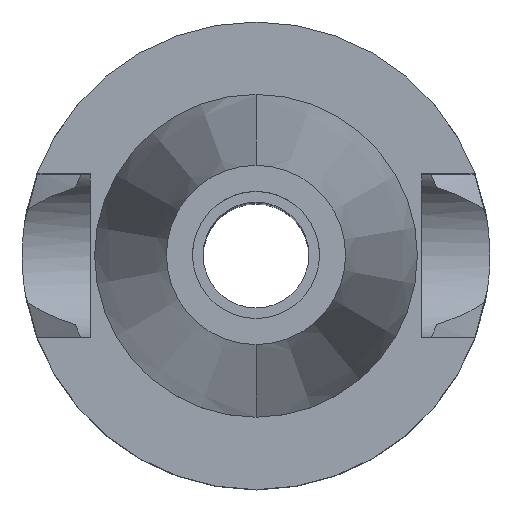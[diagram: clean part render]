
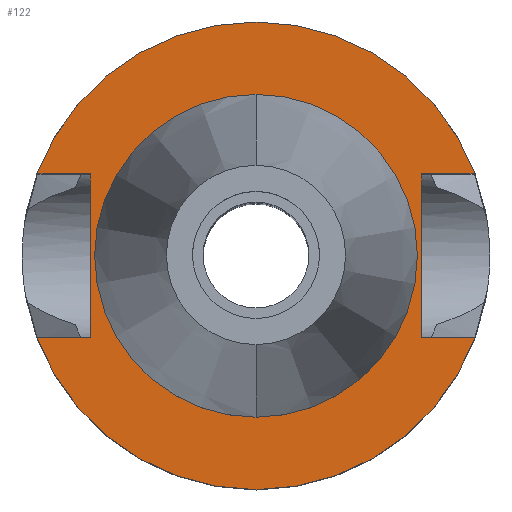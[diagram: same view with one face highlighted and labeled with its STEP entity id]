
A CAD part, top view. The second image highlights one B-rep face of the part: STEP entity #122.
In plain terms, the highlighted planar face has unit normal (0, 0, 1).
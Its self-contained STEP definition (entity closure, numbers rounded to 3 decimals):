
#114 = VERTEX_POINT ( 'NONE', #137 ) ;
#122 = ADVANCED_FACE ( 'NONE', ( #1067, #896 ), #1566, .F. ) ;
#137 = CARTESIAN_POINT ( 'NONE',  ( -16.3, 8.05, -1. ) ) ;
#139 = DIRECTION ( 'NONE',  ( 0., -1., 0. ) ) ;
#148 = LINE ( 'NONE', #953, #1848 ) ;
#151 = VERTEX_POINT ( 'NONE', #1746 ) ;
#171 = CARTESIAN_POINT ( 'NONE',  ( 16.3, -8.05, -1. ) ) ;
#225 = VECTOR ( 'NONE', #139, 1000. ) ;
#236 = CIRCLE ( 'NONE', #1414, 23. ) ;
#281 = EDGE_CURVE ( 'NONE', #327, #588, #311, .T. ) ;
#295 = ORIENTED_EDGE ( 'NONE', *, *, #2496, .F. ) ;
#311 = CIRCLE ( 'NONE', #733, 15.875 ) ;
#325 = VERTEX_POINT ( 'NONE', #1580 ) ;
#327 = VERTEX_POINT ( 'NONE', #966 ) ;
#357 = VERTEX_POINT ( 'NONE', #1372 ) ;
#378 = CARTESIAN_POINT ( 'NONE',  ( -21.545, 8.05, -1. ) ) ;
#395 = ORIENTED_EDGE ( 'NONE', *, *, #1125, .T. ) ;
#439 = DIRECTION ( 'NONE',  ( 1., 0., 0. ) ) ;
#468 = ORIENTED_EDGE ( 'NONE', *, *, #631, .F. ) ;
#469 = LINE ( 'NONE', #1768, #2619 ) ;
#489 = DIRECTION ( 'NONE',  ( 0., 0., -1. ) ) ;
#504 = EDGE_LOOP ( 'NONE', ( #917, #2128, #468, #2446, #395, #2069, #1894, #1875 ) ) ;
#549 = VECTOR ( 'NONE', #771, 1000. ) ;
#588 = VERTEX_POINT ( 'NONE', #2815 ) ;
#631 = EDGE_CURVE ( 'NONE', #357, #151, #1776, .T. ) ;
#643 = EDGE_LOOP ( 'NONE', ( #295, #1380 ) ) ;
#649 = VERTEX_POINT ( 'NONE', #2415 ) ;
#688 = LINE ( 'NONE', #1575, #1523 ) ;
#733 = AXIS2_PLACEMENT_3D ( 'NONE', #2487, #1592, #1610 ) ;
#738 = VECTOR ( 'NONE', #439, 1000. ) ;
#754 = CARTESIAN_POINT ( 'NONE',  ( 16.3, 8.05, -1. ) ) ;
#771 = DIRECTION ( 'NONE',  ( 1., 0., 0. ) ) ;
#856 = LINE ( 'NONE', #1748, #225 ) ;
#860 = DIRECTION ( 'NONE',  ( 0., 0., 1. ) ) ;
#896 = FACE_BOUND ( 'NONE', #643, .T. ) ;
#917 = ORIENTED_EDGE ( 'NONE', *, *, #1367, .T. ) ;
#920 = CARTESIAN_POINT ( 'NONE',  ( 0., 0., -1. ) ) ;
#931 = EDGE_CURVE ( 'NONE', #151, #1585, #1149, .T. ) ;
#944 = EDGE_CURVE ( 'NONE', #649, #114, #688, .T. ) ;
#953 = CARTESIAN_POINT ( 'NONE',  ( -16.3, 8.05, -1. ) ) ;
#966 = CARTESIAN_POINT ( 'NONE',  ( 0., -15.875, -1. ) ) ;
#995 = LINE ( 'NONE', #754, #549 ) ;
#1067 = FACE_OUTER_BOUND ( 'NONE', #504, .T. ) ;
#1125 = EDGE_CURVE ( 'NONE', #325, #1165, #995, .T. ) ;
#1149 = CIRCLE ( 'NONE', #2802, 23. ) ;
#1165 = VERTEX_POINT ( 'NONE', #1293 ) ;
#1229 = CARTESIAN_POINT ( 'NONE',  ( -21.545, -8.05, -1. ) ) ;
#1293 = CARTESIAN_POINT ( 'NONE',  ( 21.545, 8.05, -1. ) ) ;
#1315 = CIRCLE ( 'NONE', #1932, 15.875 ) ;
#1367 = EDGE_CURVE ( 'NONE', #649, #1585, #469, .T. ) ;
#1372 = CARTESIAN_POINT ( 'NONE',  ( 16.3, -8.05, -1. ) ) ;
#1380 = ORIENTED_EDGE ( 'NONE', *, *, #281, .F. ) ;
#1414 = AXIS2_PLACEMENT_3D ( 'NONE', #1551, #1996, #2893 ) ;
#1523 = VECTOR ( 'NONE', #2485, 1000. ) ;
#1551 = CARTESIAN_POINT ( 'NONE',  ( 0., 0., -1. ) ) ;
#1566 = PLANE ( 'NONE',  #2142 ) ;
#1575 = CARTESIAN_POINT ( 'NONE',  ( -16.3, -8.05, -1. ) ) ;
#1580 = CARTESIAN_POINT ( 'NONE',  ( 16.3, 8.05, -1. ) ) ;
#1585 = VERTEX_POINT ( 'NONE', #1229 ) ;
#1592 = DIRECTION ( 'NONE',  ( 0., 0., 1. ) ) ;
#1610 = DIRECTION ( 'NONE',  ( 0., -1., 0. ) ) ;
#1689 = VERTEX_POINT ( 'NONE', #378 ) ;
#1746 = CARTESIAN_POINT ( 'NONE',  ( 21.545, -8.05, -1. ) ) ;
#1748 = CARTESIAN_POINT ( 'NONE',  ( 16.3, 8.05, -1. ) ) ;
#1768 = CARTESIAN_POINT ( 'NONE',  ( -16.3, -8.05, -1. ) ) ;
#1776 = LINE ( 'NONE', #171, #738 ) ;
#1830 = DIRECTION ( 'NONE',  ( -1., 0., 0. ) ) ;
#1845 = EDGE_CURVE ( 'NONE', #325, #357, #856, .T. ) ;
#1848 = VECTOR ( 'NONE', #1852, 1000. ) ;
#1852 = DIRECTION ( 'NONE',  ( -1., 0., 0. ) ) ;
#1875 = ORIENTED_EDGE ( 'NONE', *, *, #944, .F. ) ;
#1894 = ORIENTED_EDGE ( 'NONE', *, *, #2141, .F. ) ;
#1932 = AXIS2_PLACEMENT_3D ( 'NONE', #1976, #860, #2654 ) ;
#1971 = CARTESIAN_POINT ( 'NONE',  ( 0., 0., -1. ) ) ;
#1976 = CARTESIAN_POINT ( 'NONE',  ( 0., 0., -1. ) ) ;
#1996 = DIRECTION ( 'NONE',  ( 0., 0., -1. ) ) ;
#2026 = DIRECTION ( 'NONE',  ( 0., -1., 0. ) ) ;
#2069 = ORIENTED_EDGE ( 'NONE', *, *, #2883, .F. ) ;
#2128 = ORIENTED_EDGE ( 'NONE', *, *, #931, .F. ) ;
#2141 = EDGE_CURVE ( 'NONE', #114, #1689, #148, .T. ) ;
#2142 = AXIS2_PLACEMENT_3D ( 'NONE', #1971, #2898, #2472 ) ;
#2415 = CARTESIAN_POINT ( 'NONE',  ( -16.3, -8.05, -1. ) ) ;
#2446 = ORIENTED_EDGE ( 'NONE', *, *, #1845, .F. ) ;
#2472 = DIRECTION ( 'NONE',  ( 0., -1., 0. ) ) ;
#2485 = DIRECTION ( 'NONE',  ( 0., 1., 0. ) ) ;
#2487 = CARTESIAN_POINT ( 'NONE',  ( 0., 0., -1. ) ) ;
#2496 = EDGE_CURVE ( 'NONE', #588, #327, #1315, .T. ) ;
#2619 = VECTOR ( 'NONE', #1830, 1000. ) ;
#2654 = DIRECTION ( 'NONE',  ( 0., 1., 0. ) ) ;
#2802 = AXIS2_PLACEMENT_3D ( 'NONE', #920, #489, #2026 ) ;
#2815 = CARTESIAN_POINT ( 'NONE',  ( 0., 15.875, -1. ) ) ;
#2883 = EDGE_CURVE ( 'NONE', #1689, #1165, #236, .T. ) ;
#2893 = DIRECTION ( 'NONE',  ( 0., 1., 0. ) ) ;
#2898 = DIRECTION ( 'NONE',  ( 0., 0., -1. ) ) ;
